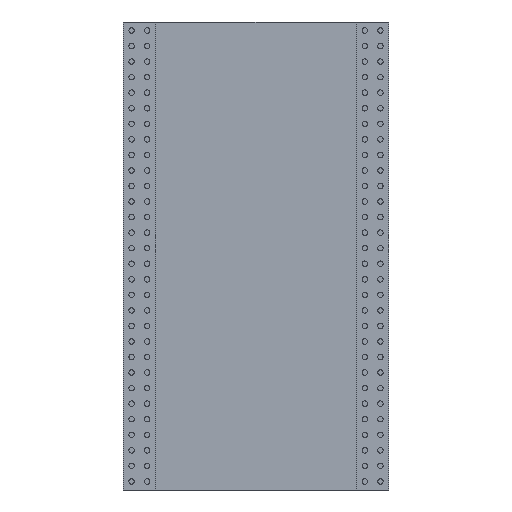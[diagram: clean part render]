
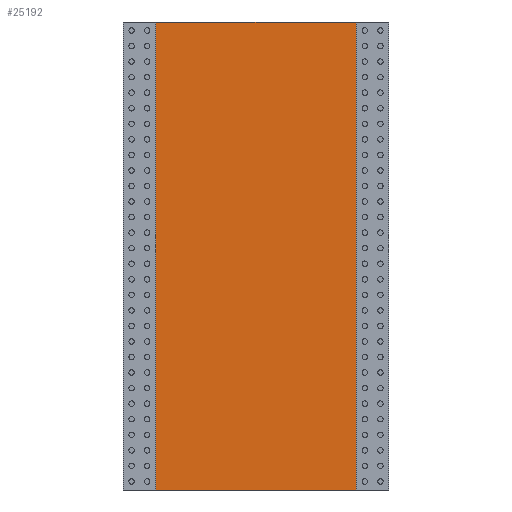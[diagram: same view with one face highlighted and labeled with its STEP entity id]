
A CAD part, front view. The second image highlights one B-rep face of the part: STEP entity #25192.
In plain terms, the highlighted planar face has unit normal (0, -1, 0).
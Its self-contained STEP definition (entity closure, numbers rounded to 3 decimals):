
#1566 = VERTEX_POINT ( 'NONE', #12605 ) ;
#2163 = CARTESIAN_POINT ( 'NONE',  ( -16.38, 0., 38.225 ) ) ;
#2251 = DIRECTION ( 'NONE',  ( -1., 0., 0. ) ) ;
#6608 = ORIENTED_EDGE ( 'NONE', *, *, #29511, .F. ) ;
#6736 = VERTEX_POINT ( 'NONE', #24305 ) ;
#6898 = CARTESIAN_POINT ( 'NONE',  ( -16.38, 0., 38.225 ) ) ;
#8170 = CARTESIAN_POINT ( 'NONE',  ( 0., 0., 0. ) ) ;
#12114 = EDGE_CURVE ( 'NONE', #6736, #1566, #29914, .T. ) ;
#12605 = CARTESIAN_POINT ( 'NONE',  ( 16.38, 0., -38.225 ) ) ;
#13065 = DIRECTION ( 'NONE',  ( 0., 0., 1. ) ) ;
#14322 = EDGE_CURVE ( 'NONE', #1566, #28953, #32045, .T. ) ;
#14762 = ORIENTED_EDGE ( 'NONE', *, *, #14322, .F. ) ;
#15025 = VERTEX_POINT ( 'NONE', #6898 ) ;
#15100 = CARTESIAN_POINT ( 'NONE',  ( -21.72, 0., 38.225 ) ) ;
#15629 = LINE ( 'NONE', #15100, #26841 ) ;
#15851 = CARTESIAN_POINT ( 'NONE',  ( 16.38, 0., -38.225 ) ) ;
#16200 = DIRECTION ( 'NONE',  ( 0., 1., 0. ) ) ;
#18406 = PLANE ( 'NONE',  #20305 ) ;
#19500 = CARTESIAN_POINT ( 'NONE',  ( -16.38, 0., -38.225 ) ) ;
#19762 = VECTOR ( 'NONE', #34952, 1000. ) ;
#20305 = AXIS2_PLACEMENT_3D ( 'NONE', #8170, #16200, #27082 ) ;
#20887 = LINE ( 'NONE', #2163, #22323 ) ;
#22323 = VECTOR ( 'NONE', #13065, 1000. ) ;
#23275 = ORIENTED_EDGE ( 'NONE', *, *, #12114, .F. ) ;
#24305 = CARTESIAN_POINT ( 'NONE',  ( 16.38, 0., 38.225 ) ) ;
#25192 = ADVANCED_FACE ( 'NONE', ( #26430 ), #18406, .F. ) ;
#26430 = FACE_OUTER_BOUND ( 'NONE', #30232, .T. ) ;
#26701 = CARTESIAN_POINT ( 'NONE',  ( -21.72, 0., -38.225 ) ) ;
#26841 = VECTOR ( 'NONE', #29014, 1000. ) ;
#27082 = DIRECTION ( 'NONE',  ( 0., 0., 1. ) ) ;
#28617 = ORIENTED_EDGE ( 'NONE', *, *, #30490, .F. ) ;
#28953 = VERTEX_POINT ( 'NONE', #19500 ) ;
#29014 = DIRECTION ( 'NONE',  ( 1., 0., 0. ) ) ;
#29511 = EDGE_CURVE ( 'NONE', #15025, #6736, #15629, .T. ) ;
#29914 = LINE ( 'NONE', #15851, #19762 ) ;
#30232 = EDGE_LOOP ( 'NONE', ( #23275, #6608, #28617, #14762 ) ) ;
#30490 = EDGE_CURVE ( 'NONE', #28953, #15025, #20887, .T. ) ;
#32045 = LINE ( 'NONE', #26701, #32879 ) ;
#32879 = VECTOR ( 'NONE', #2251, 1000. ) ;
#34952 = DIRECTION ( 'NONE',  ( 0., 0., -1. ) ) ;
